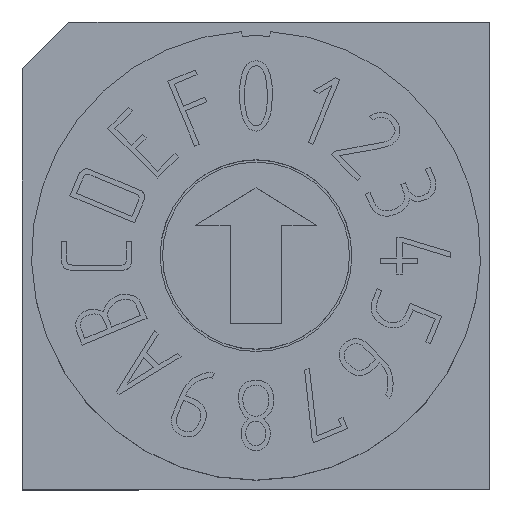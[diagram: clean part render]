
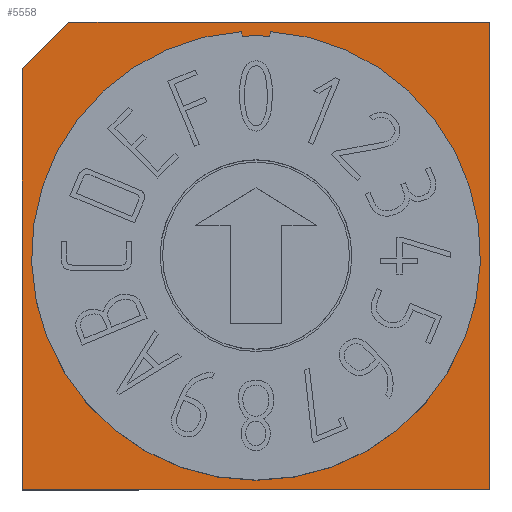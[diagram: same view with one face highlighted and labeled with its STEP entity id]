
A CAD part, top view. The second image highlights one B-rep face of the part: STEP entity #5558.
In plain terms, the highlighted planar face has unit normal (0, 0, 1).
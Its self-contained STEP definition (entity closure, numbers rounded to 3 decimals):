
#24=CIRCLE('',#5760,4.7);
#26=CIRCLE('',#5770,4.8);
#267=LINE('',#8724,#574);
#272=LINE('',#8739,#579);
#277=LINE('',#8750,#584);
#279=LINE('',#8754,#586);
#283=LINE('',#8763,#590);
#293=LINE('',#8789,#600);
#294=LINE('',#8790,#601);
#574=VECTOR('',#6250,1000.);
#579=VECTOR('',#6263,1000.);
#584=VECTOR('',#6270,1000.);
#586=VECTOR('',#6274,1000.);
#590=VECTOR('',#6280,1000.);
#600=VECTOR('',#6304,1000.);
#601=VECTOR('',#6305,1000.);
#1298=ORIENTED_EDGE('',*,*,#2239,.T.);
#1299=ORIENTED_EDGE('',*,*,#2217,.F.);
#1300=ORIENTED_EDGE('',*,*,#2214,.F.);
#1301=ORIENTED_EDGE('',*,*,#2210,.F.);
#1302=ORIENTED_EDGE('',*,*,#2222,.T.);
#1303=ORIENTED_EDGE('',*,*,#2241,.F.);
#1304=ORIENTED_EDGE('',*,*,#2224,.T.);
#1305=ORIENTED_EDGE('',*,*,#2228,.T.);
#1306=ORIENTED_EDGE('',*,*,#2242,.T.);
#2210=EDGE_CURVE('',#2668,#2669,#267,.T.);
#2214=EDGE_CURVE('',#2669,#2672,#24,.T.);
#2217=EDGE_CURVE('',#2672,#2674,#272,.T.);
#2222=EDGE_CURVE('',#2679,#2678,#277,.T.);
#2224=EDGE_CURVE('',#2680,#2681,#279,.T.);
#2228=EDGE_CURVE('',#2681,#2684,#283,.T.);
#2239=EDGE_CURVE('',#2668,#2674,#26,.T.);
#2241=EDGE_CURVE('',#2680,#2678,#293,.T.);
#2242=EDGE_CURVE('',#2684,#2679,#294,.T.);
#2668=VERTEX_POINT('',#8725);
#2669=VERTEX_POINT('',#8726);
#2672=VERTEX_POINT('',#8734);
#2674=VERTEX_POINT('',#8740);
#2678=VERTEX_POINT('',#8749);
#2679=VERTEX_POINT('',#8751);
#2680=VERTEX_POINT('',#8755);
#2681=VERTEX_POINT('',#8756);
#2684=VERTEX_POINT('',#8764);
#3201=EDGE_LOOP('',(#1298,#1299,#1300,#1301));
#3202=EDGE_LOOP('',(#1302,#1303,#1304,#1305,#1306));
#3476=FACE_BOUND('',#3201,.T.);
#3477=FACE_BOUND('',#3202,.T.);
#3713=PLANE('',#5772);
#5558=ADVANCED_FACE('',(#3476,#3477),#3713,.T.);
#5760=AXIS2_PLACEMENT_3D('',#8733,#6256,#6257);
#5770=AXIS2_PLACEMENT_3D('',#8786,#6298,#6299);
#5772=AXIS2_PLACEMENT_3D('',#8788,#6302,#6303);
#6250=DIRECTION('',(0.063,0.998,0.));
#6256=DIRECTION('',(0.,0.,1.));
#6257=DIRECTION('',(1.,0.,0.));
#6263=DIRECTION('',(0.063,-0.998,0.));
#6270=DIRECTION('',(1.,0.,0.));
#6274=DIRECTION('',(0.,1.,0.));
#6280=DIRECTION('',(-1.,0.,0.));
#6298=DIRECTION('',(0.,0.,-1.));
#6299=DIRECTION('',(1.,0.,0.));
#6302=DIRECTION('',(0.,0.,1.));
#6303=DIRECTION('',(1.,0.,0.));
#6304=DIRECTION('',(-0.707,-0.707,0.));
#6305=DIRECTION('',(0.,-1.,0.));
#8724=CARTESIAN_POINT('',(-0.297,-4.691,2.8));
#8725=CARTESIAN_POINT('',(-0.303,-4.79,2.8));
#8726=CARTESIAN_POINT('',(-0.297,-4.691,2.8));
#8733=CARTESIAN_POINT('',(0.,0.,2.8));
#8734=CARTESIAN_POINT('',(0.297,-4.691,2.8));
#8739=CARTESIAN_POINT('',(0.303,-4.79,2.8));
#8740=CARTESIAN_POINT('',(0.303,-4.79,2.8));
#8749=CARTESIAN_POINT('',(4.,-5.,2.8));
#8750=CARTESIAN_POINT('',(-5.,-5.,2.8));
#8751=CARTESIAN_POINT('',(-5.,-5.,2.8));
#8754=CARTESIAN_POINT('',(5.,-5.,2.8));
#8755=CARTESIAN_POINT('',(5.,-4.,2.8));
#8756=CARTESIAN_POINT('',(5.,5.,2.8));
#8763=CARTESIAN_POINT('',(5.,5.,2.8));
#8764=CARTESIAN_POINT('',(-5.,5.,2.8));
#8786=CARTESIAN_POINT('',(0.,0.,2.8));
#8788=CARTESIAN_POINT('',(-5.,-5.,2.8));
#8789=CARTESIAN_POINT('',(-0.5,-9.5,2.8));
#8790=CARTESIAN_POINT('',(-5.,5.,2.8));
